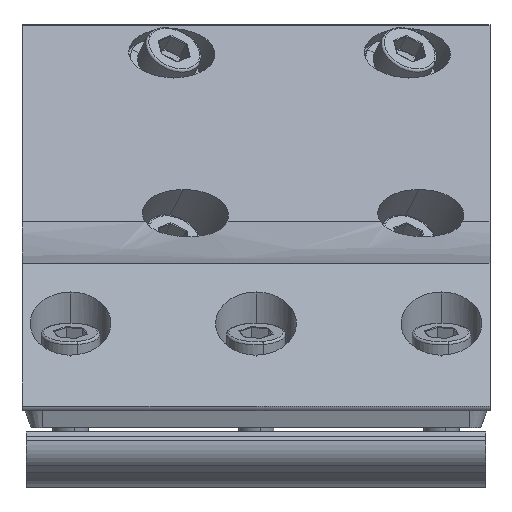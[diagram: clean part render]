
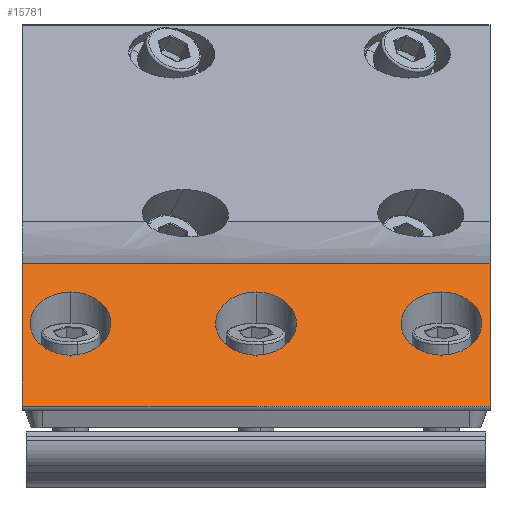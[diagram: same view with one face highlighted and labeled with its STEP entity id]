
A CAD part, left-side view. The second image highlights one B-rep face of the part: STEP entity #15781.
In plain terms, the highlighted planar face has unit normal (-0.707, 0, 0.707).
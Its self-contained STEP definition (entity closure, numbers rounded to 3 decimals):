
#286 = CARTESIAN_POINT ( 'NONE',  ( -20.435, 0., -40.174 ) ) ;
#389 = ORIENTED_EDGE ( 'NONE', *, *, #444, .F. ) ;
#444 = EDGE_CURVE ( 'NONE', #15307, #11802, #18744, .T. ) ;
#497 = CARTESIAN_POINT ( 'NONE',  ( -11.761, 57.509, -31.499 ) ) ;
#711 = CARTESIAN_POINT ( 'NONE',  ( -11.761, 39.75, -31.499 ) ) ;
#846 = LINE ( 'NONE', #1727, #8950 ) ;
#877 = VERTEX_POINT ( 'NONE', #11869 ) ;
#1075 =( BOUNDED_CURVE ( )  B_SPLINE_CURVE ( 3, ( #11317, #17170, #4053, #4512 ),
 .UNSPECIFIED., .F., .F. ) 
 B_SPLINE_CURVE_WITH_KNOTS ( ( 4, 4 ),
 ( 0., 3.142 ),
 .UNSPECIFIED. ) 
 CURVE ( )  GEOMETRIC_REPRESENTATION_ITEM ( )  RATIONAL_B_SPLINE_CURVE ( ( 1., 0.333, 0.333, 1. ) ) 
 REPRESENTATION_ITEM ( '' )  );
#1226 = CARTESIAN_POINT ( 'NONE',  ( 3.855, 79.5, -15.883 ) ) ;
#1465 = EDGE_LOOP ( 'NONE', ( #389, #11876 ) ) ;
#1594 = ORIENTED_EDGE ( 'NONE', *, *, #15670, .F. ) ;
#1661 = VERTEX_POINT ( 'NONE', #18609 ) ;
#1727 = CARTESIAN_POINT ( 'NONE',  ( 3.855, 79.5, -15.883 ) ) ;
#1781 = EDGE_LOOP ( 'NONE', ( #1594, #18206, #18294, #16870 ) ) ;
#1902 = CARTESIAN_POINT ( 'NONE',  ( -1.04, 39.75, -20.778 ) ) ;
#2207 = CARTESIAN_POINT ( 'NONE',  ( -1.04, 8.25, -20.778 ) ) ;
#3303 = VECTOR ( 'NONE', #15809, 1000. ) ;
#3449 = CARTESIAN_POINT ( 'NONE',  ( -1.04, 57.509, -20.778 ) ) ;
#3679 = CARTESIAN_POINT ( 'NONE',  ( -1.04, -5.491, -20.778 ) ) ;
#3864 = EDGE_CURVE ( 'NONE', #877, #6237, #17213, .T. ) ;
#4006 = FACE_BOUND ( 'NONE', #11572, .T. ) ;
#4053 = CARTESIAN_POINT ( 'NONE',  ( -11.761, 84.991, -31.499 ) ) ;
#4191 = CARTESIAN_POINT ( 'NONE',  ( -1.04, 8.25, -20.778 ) ) ;
#4280 = CARTESIAN_POINT ( 'NONE',  ( -20.435, 79.5, -40.174 ) ) ;
#4512 = CARTESIAN_POINT ( 'NONE',  ( -11.761, 71.25, -31.499 ) ) ;
#4587 = LINE ( 'NONE', #286, #11293 ) ;
#4669 = EDGE_CURVE ( 'NONE', #16672, #9851, #14870, .T. ) ;
#5723 = CARTESIAN_POINT ( 'NONE',  ( -11.761, 8.25, -31.499 ) ) ;
#6237 = VERTEX_POINT ( 'NONE', #9555 ) ;
#6681 = FACE_BOUND ( 'NONE', #1465, .T. ) ;
#6783 =( BOUNDED_CURVE ( )  B_SPLINE_CURVE ( 3, ( #15183, #18204, #3679, #13637 ),
 .UNSPECIFIED., .F., .T. ) 
 B_SPLINE_CURVE_WITH_KNOTS ( ( 4, 4 ),
 ( 3.142, 6.283 ),
 .UNSPECIFIED. ) 
 CURVE ( )  GEOMETRIC_REPRESENTATION_ITEM ( )  RATIONAL_B_SPLINE_CURVE ( ( 1., 0.333, 0.333, 1. ) ) 
 REPRESENTATION_ITEM ( '' )  );
#7330 = AXIS2_PLACEMENT_3D ( 'NONE', #12536, #16933, #16743 ) ;
#7688 = CARTESIAN_POINT ( 'NONE',  ( -1.04, 53.491, -20.778 ) ) ;
#7702 = CARTESIAN_POINT ( 'NONE',  ( -11.761, 8.25, -31.499 ) ) ;
#7826 = ORIENTED_EDGE ( 'NONE', *, *, #15031, .F. ) ;
#8003 = LINE ( 'NONE', #9913, #3303 ) ;
#8247 = ORIENTED_EDGE ( 'NONE', *, *, #13437, .F. ) ;
#8575 = VERTEX_POINT ( 'NONE', #16894 ) ;
#8950 = VECTOR ( 'NONE', #11041, 1000. ) ;
#8996 = EDGE_LOOP ( 'NONE', ( #12049, #7826 ) ) ;
#9320 = EDGE_CURVE ( 'NONE', #15520, #1661, #1075, .T. ) ;
#9375 = CARTESIAN_POINT ( 'NONE',  ( -1.04, 26.009, -20.778 ) ) ;
#9536 = PLANE ( 'NONE',  #7330 ) ;
#9555 = CARTESIAN_POINT ( 'NONE',  ( -20.435, 0., -40.174 ) ) ;
#9623 = FACE_BOUND ( 'NONE', #8996, .T. ) ;
#9810 = FACE_OUTER_BOUND ( 'NONE', #1781, .T. ) ;
#9851 = VERTEX_POINT ( 'NONE', #7702 ) ;
#9913 = CARTESIAN_POINT ( 'NONE',  ( -20.435, 79.5, -40.174 ) ) ;
#10011 = CARTESIAN_POINT ( 'NONE',  ( -1.04, 21.991, -20.778 ) ) ;
#10475 = EDGE_CURVE ( 'NONE', #11802, #15307, #12797, .T. ) ;
#11041 = DIRECTION ( 'NONE',  ( 0., -1., 0. ) ) ;
#11293 = VECTOR ( 'NONE', #17706, 1000. ) ;
#11317 = CARTESIAN_POINT ( 'NONE',  ( -1.04, 71.25, -20.778 ) ) ;
#11512 = CARTESIAN_POINT ( 'NONE',  ( -11.761, 39.75, -31.499 ) ) ;
#11572 = EDGE_LOOP ( 'NONE', ( #18071, #8247 ) ) ;
#11648 = DIRECTION ( 'NONE',  ( 0., -1., 0. ) ) ;
#11774 = EDGE_CURVE ( 'NONE', #13253, #8575, #846, .T. ) ;
#11802 = VERTEX_POINT ( 'NONE', #11512 ) ;
#11868 = CARTESIAN_POINT ( 'NONE',  ( -11.761, 71.25, -31.499 ) ) ;
#11869 = CARTESIAN_POINT ( 'NONE',  ( -20.435, 79.5, -40.174 ) ) ;
#11876 = ORIENTED_EDGE ( 'NONE', *, *, #10475, .F. ) ;
#11985 = CARTESIAN_POINT ( 'NONE',  ( -11.761, 26.009, -31.499 ) ) ;
#12049 = ORIENTED_EDGE ( 'NONE', *, *, #4669, .F. ) ;
#12301 = CARTESIAN_POINT ( 'NONE',  ( -11.761, 53.491, -31.499 ) ) ;
#12536 = CARTESIAN_POINT ( 'NONE',  ( -20.435, 79.5, -40.174 ) ) ;
#12797 =( BOUNDED_CURVE ( )  B_SPLINE_CURVE ( 3, ( #711, #11985, #9375, #13444 ),
 .UNSPECIFIED., .F., .T. ) 
 B_SPLINE_CURVE_WITH_KNOTS ( ( 4, 4 ),
 ( 3.142, 6.283 ),
 .UNSPECIFIED. ) 
 CURVE ( )  GEOMETRIC_REPRESENTATION_ITEM ( )  RATIONAL_B_SPLINE_CURVE ( ( 1., 0.333, 0.333, 1. ) ) 
 REPRESENTATION_ITEM ( '' )  );
#12931 = CARTESIAN_POINT ( 'NONE',  ( -1.04, 71.25, -20.778 ) ) ;
#13253 = VERTEX_POINT ( 'NONE', #1226 ) ;
#13437 = EDGE_CURVE ( 'NONE', #1661, #15520, #15386, .T. ) ;
#13444 = CARTESIAN_POINT ( 'NONE',  ( -1.04, 39.75, -20.778 ) ) ;
#13566 = EDGE_CURVE ( 'NONE', #13253, #877, #8003, .T. ) ;
#13637 = CARTESIAN_POINT ( 'NONE',  ( -1.04, 8.25, -20.778 ) ) ;
#14354 = VECTOR ( 'NONE', #11648, 1000. ) ;
#14870 =( BOUNDED_CURVE ( )  B_SPLINE_CURVE ( 3, ( #4191, #10011, #17489, #5723 ),
 .UNSPECIFIED., .F., .T. ) 
 B_SPLINE_CURVE_WITH_KNOTS ( ( 4, 4 ),
 ( 0., 3.142 ),
 .UNSPECIFIED. ) 
 CURVE ( )  GEOMETRIC_REPRESENTATION_ITEM ( )  RATIONAL_B_SPLINE_CURVE ( ( 1., 0.333, 0.333, 1. ) ) 
 REPRESENTATION_ITEM ( '' )  );
#15031 = EDGE_CURVE ( 'NONE', #9851, #16672, #6783, .T. ) ;
#15183 = CARTESIAN_POINT ( 'NONE',  ( -11.761, 8.25, -31.499 ) ) ;
#15268 = CARTESIAN_POINT ( 'NONE',  ( -1.04, 39.75, -20.778 ) ) ;
#15307 = VERTEX_POINT ( 'NONE', #15268 ) ;
#15386 =( BOUNDED_CURVE ( )  B_SPLINE_CURVE ( 3, ( #11868, #497, #3449, #17904 ),
 .UNSPECIFIED., .F., .T. ) 
 B_SPLINE_CURVE_WITH_KNOTS ( ( 4, 4 ),
 ( 3.142, 6.283 ),
 .UNSPECIFIED. ) 
 CURVE ( )  GEOMETRIC_REPRESENTATION_ITEM ( )  RATIONAL_B_SPLINE_CURVE ( ( 1., 0.333, 0.333, 1. ) ) 
 REPRESENTATION_ITEM ( '' )  );
#15520 = VERTEX_POINT ( 'NONE', #12931 ) ;
#15670 = EDGE_CURVE ( 'NONE', #8575, #6237, #4587, .T. ) ;
#15781 = ADVANCED_FACE ( 'NONE', ( #9623, #6681, #4006, #9810 ), #9536, .T. ) ;
#15809 = DIRECTION ( 'NONE',  ( -0.707, 0., -0.707 ) ) ;
#16620 = CARTESIAN_POINT ( 'NONE',  ( -11.761, 39.75, -31.499 ) ) ;
#16672 = VERTEX_POINT ( 'NONE', #2207 ) ;
#16743 = DIRECTION ( 'NONE',  ( 0.707, 0., 0.707 ) ) ;
#16870 = ORIENTED_EDGE ( 'NONE', *, *, #3864, .T. ) ;
#16894 = CARTESIAN_POINT ( 'NONE',  ( 3.855, 0., -15.883 ) ) ;
#16933 = DIRECTION ( 'NONE',  ( -0.707, 0., 0.707 ) ) ;
#17170 = CARTESIAN_POINT ( 'NONE',  ( -1.04, 84.991, -20.778 ) ) ;
#17213 = LINE ( 'NONE', #4280, #14354 ) ;
#17489 = CARTESIAN_POINT ( 'NONE',  ( -11.761, 21.991, -31.499 ) ) ;
#17706 = DIRECTION ( 'NONE',  ( -0.707, 0., -0.707 ) ) ;
#17904 = CARTESIAN_POINT ( 'NONE',  ( -1.04, 71.25, -20.778 ) ) ;
#18071 = ORIENTED_EDGE ( 'NONE', *, *, #9320, .F. ) ;
#18204 = CARTESIAN_POINT ( 'NONE',  ( -11.761, -5.491, -31.499 ) ) ;
#18206 = ORIENTED_EDGE ( 'NONE', *, *, #11774, .F. ) ;
#18294 = ORIENTED_EDGE ( 'NONE', *, *, #13566, .T. ) ;
#18609 = CARTESIAN_POINT ( 'NONE',  ( -11.761, 71.25, -31.499 ) ) ;
#18744 =( BOUNDED_CURVE ( )  B_SPLINE_CURVE ( 3, ( #1902, #7688, #12301, #16620 ),
 .UNSPECIFIED., .F., .T. ) 
 B_SPLINE_CURVE_WITH_KNOTS ( ( 4, 4 ),
 ( 0., 3.142 ),
 .UNSPECIFIED. ) 
 CURVE ( )  GEOMETRIC_REPRESENTATION_ITEM ( )  RATIONAL_B_SPLINE_CURVE ( ( 1., 0.333, 0.333, 1. ) ) 
 REPRESENTATION_ITEM ( '' )  );
